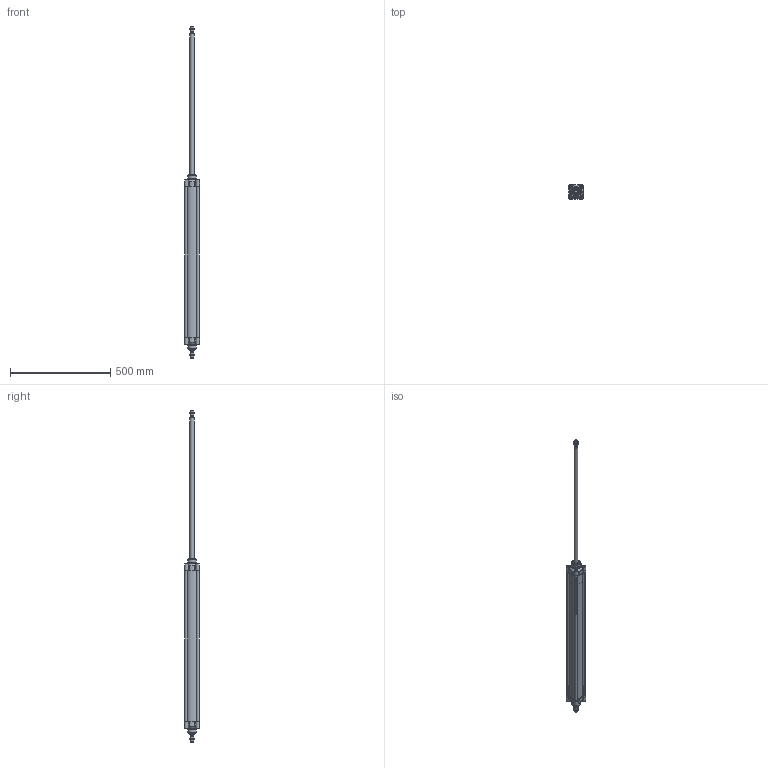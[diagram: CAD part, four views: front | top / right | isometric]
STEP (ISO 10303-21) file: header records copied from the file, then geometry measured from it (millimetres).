
FILE_DESCRIPTION(/* description */ (''),/* implementation_level */ '2;1');
FILE_NAME(/* name */ 'HDMP063.700.GS.M.stp',/* time_stamp */ '2021-03-10T09:12:06+01:00',/* author */ ('carlo.corazza'),/* organization */ (''),/* preprocessor_version */ 'ST-DEVELOPER v18.1',/* originating_system */ 'Autodesk Inventor 2020',/* authorisation */ '');
FILE_SCHEMA (('AUTOMOTIVE_DESIGN { 1 0 10303 214 3 1 1 }'));
Length unit declared in the file: millimetre
Products named in the file (6): HDMP063.700.GS.M; 29.2016.000.0; CORPO-700; STELO _ POST-700; STELO-700; TA H063
Assembly tree (7 placements, depth 2):
  HDMP063.700.GS.M
    29.2016.000.0  x2
    CORPO-700
    STELO _ POST-700
    STELO-700
    TA H063  x2
Bounding box: 75 x 75 x 1659 mm (x, y, z)
Volume: 1668942.2 mm3; surface area: 736593.7 mm2
Topology: 7 solids, 23 shells, 1291 faces, 3209 edges, 2024 vertices
Faces by surface type: plane 392, cylinder 301, bspline 282, cone 142, torus 100, sphere 74
Full cylindrical faces by diameter (mm): 3 x2, 3.4 x2, 6.647 x8, 8 x8, 8.3 x8, 9.9 x2, 10 x4, 12 x2, 13 x8, 13.3 x8, 13.5 x2, 14.376 x2, 14.95 x2, 16 x2, 19.5 x2, 20 x4, 20.5 x2, 20.8 x2, 20.847 x2, 24 x2, 30 x4, 42 x2, 45 x2, 63 x3
Entity records: 26922 total; most frequent: CARTESIAN_POINT 8222, ORIENTED_EDGE 3790, DIRECTION 3638, EDGE_CURVE 1895, AXIS2_PLACEMENT_3D 1429, VERTEX_POINT 1222, EDGE_LOOP 827, CIRCLE 796
